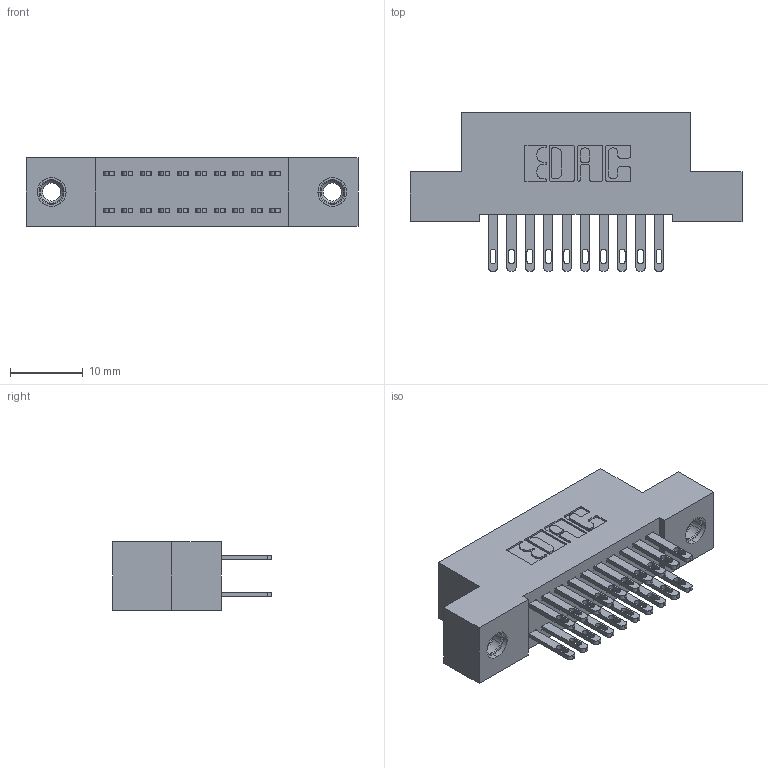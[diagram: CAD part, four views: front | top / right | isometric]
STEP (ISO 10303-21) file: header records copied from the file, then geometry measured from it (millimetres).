
FILE_DESCRIPTION (( 'STEP AP203' ), '1' );
FILE_NAME ('342-020-500-207.STEP', '2019-10-01T20:49:23', ( '' ), ( '' ), 'SwSTEP 2.0', 'SolidWorks 2016', '' );
FILE_SCHEMA (( 'CONFIG_CONTROL_DESIGN' ));
Length unit declared in the file: inch
Products named in the file (4): 345-292-001_345-293-100; 345-250-001_345-250-005-103; 342-020-500-207; 342 Part_TI
Assembly tree (23 placements, depth 2):
  342-020-500-207
    342 Part_TI
    345-292-001_345-293-100  x20
    345-250-001_345-250-005-103  x2
Bounding box: 45.72 x 21.85 x 9.4 mm (x, y, z)
Volume: 4004.9 mm3; surface area: 5947.7 mm2
Topology: 23 solids, 23 shells, 1130 faces, 3375 edges, 2242 vertices
Faces by surface type: plane 698, cylinder 416, cone 12, torus 4
Entity records: 11556 total; most frequent: CARTESIAN_POINT 1933, ORIENTED_EDGE 1862, DIRECTION 1741, EDGE_CURVE 931, LINE 779, VECTOR 779, VERTEX_POINT 616, AXIS2_PLACEMENT_3D 481
